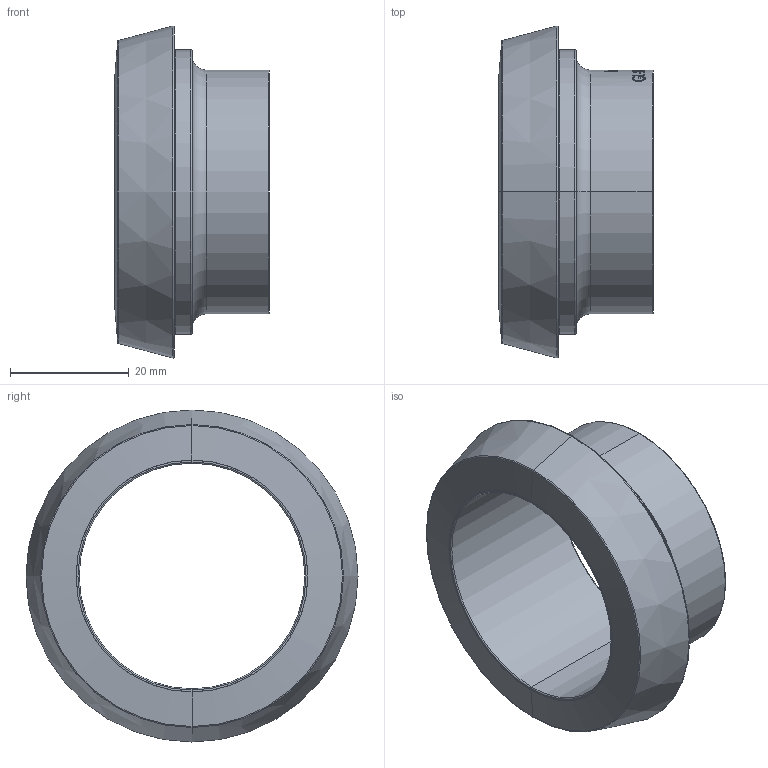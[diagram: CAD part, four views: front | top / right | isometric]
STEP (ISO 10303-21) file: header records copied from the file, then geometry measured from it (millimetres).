
FILE_DESCRIPTION (( 'STEP AP214' ), '1' );
FILE_NAME ('GL-214-038-x Kegelstutzen DIN11851 SD41 x1,5 1709.STEP', '2017-08-29T11:57:07', ( '' ), ( '' ), 'SwSTEP 2.0', 'SolidWorks 2016', '' );
FILE_SCHEMA (( 'AUTOMOTIVE_DESIGN' ));
Length unit declared in the file: millimetre
Products named in the file (1): GL-214-038-x Kegelstutzen  DIN11851 SD41 x1,5 1709
Bounding box: 26 x 55.88 x 55.88 mm (x, y, z)
Volume: 15399.5 mm3; surface area: 8899.8 mm2
Topology: 1 solids, 1 shells, 207 faces, 523 edges, 342 vertices
Faces by surface type: bspline 87, plane 70, cylinder 28, torus 18, cone 4
Entity records: 16816 total; most frequent: CARTESIAN_POINT 10620, ORIENTED_EDGE 1046, DIRECTION 618, EDGE_CURVE 523, VERTEX_POINT 342, B_SPLINE_CURVE_WITH_KNOTS 277, AXIS2_PLACEMENT_3D 251, EDGE_LOOP 233
